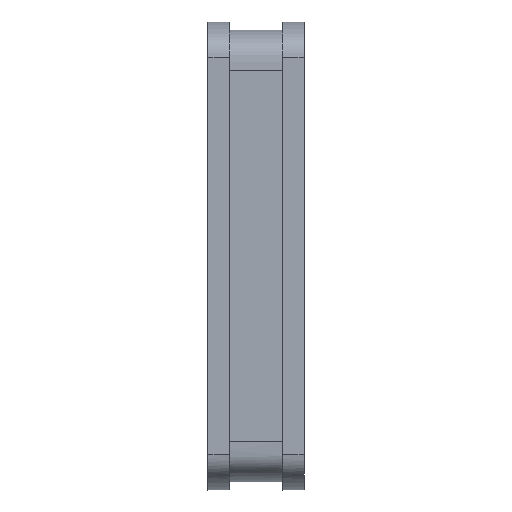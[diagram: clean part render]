
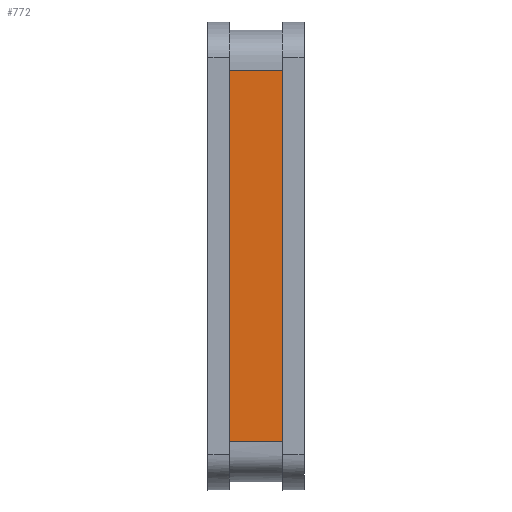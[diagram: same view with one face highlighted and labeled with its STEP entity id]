
A CAD part, front view. The second image highlights one B-rep face of the part: STEP entity #772.
In plain terms, the highlighted planar face has unit normal (0, -1, 0).
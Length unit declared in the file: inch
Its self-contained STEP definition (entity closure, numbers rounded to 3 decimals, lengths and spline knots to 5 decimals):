
#137=PLANE('',#843);
#144=FACE_OUTER_BOUND('',#188,.T.);
#188=EDGE_LOOP('',(#531,#532,#533,#534));
#232=LINE('',#1360,#276);
#233=LINE('',#1363,#277);
#234=LINE('',#1365,#278);
#235=LINE('',#1366,#279);
#276=VECTOR('',#963,0.3937);
#277=VECTOR('',#966,0.3937);
#278=VECTOR('',#967,0.3937);
#279=VECTOR('',#968,0.3937);
#328=VERTEX_POINT('',#1296);
#330=VERTEX_POINT('',#1329);
#331=VERTEX_POINT('',#1362);
#332=VERTEX_POINT('',#1364);
#410=EDGE_CURVE('',#328,#330,#232,.T.);
#411=EDGE_CURVE('',#328,#331,#233,.T.);
#412=EDGE_CURVE('',#332,#330,#234,.T.);
#413=EDGE_CURVE('',#331,#332,#235,.T.);
#531=ORIENTED_EDGE('',*,*,#411,.F.);
#532=ORIENTED_EDGE('',*,*,#410,.T.);
#533=ORIENTED_EDGE('',*,*,#412,.F.);
#534=ORIENTED_EDGE('',*,*,#413,.F.);
#772=ADVANCED_FACE('',(#144),#137,.T.);
#843=AXIS2_PLACEMENT_3D('',#1361,#964,#965);
#963=DIRECTION('',(1.,0.,0.));
#964=DIRECTION('center_axis',(0.,-1.,0.));
#965=DIRECTION('ref_axis',(0.,0.,-1.));
#966=DIRECTION('',(0.,0.,1.));
#967=DIRECTION('',(0.,0.,-1.));
#968=DIRECTION('',(1.,0.,0.));
#1296=CARTESIAN_POINT('',(0.,-0.30247,-0.51472));
#1329=CARTESIAN_POINT('',(0.125,-0.30247,-0.51472));
#1360=CARTESIAN_POINT('',(0.,-0.30247,-0.51472));
#1361=CARTESIAN_POINT('Origin',(0.,-0.30247,0.35472));
#1362=CARTESIAN_POINT('',(0.,-0.30247,0.35472));
#1363=CARTESIAN_POINT('',(0.,-0.30247,-0.51472));
#1364=CARTESIAN_POINT('',(0.125,-0.30247,0.35472));
#1365=CARTESIAN_POINT('',(0.125,-0.30247,-0.51472));
#1366=CARTESIAN_POINT('',(0.,-0.30247,0.35472));
